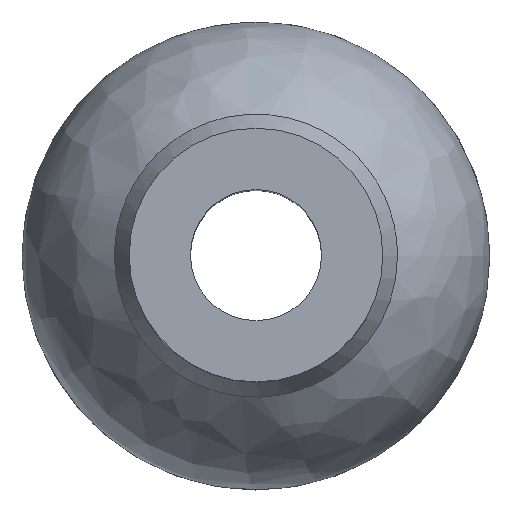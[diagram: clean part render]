
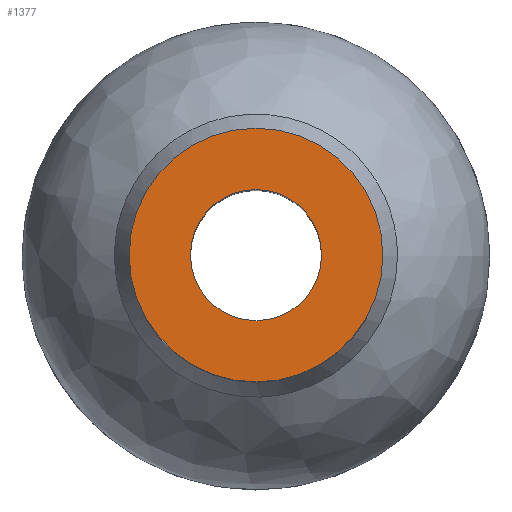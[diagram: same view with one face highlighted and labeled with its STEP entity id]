
A CAD part, top view. The second image highlights one B-rep face of the part: STEP entity #1377.
In plain terms, the highlighted planar face has unit normal (0, 0, 1).
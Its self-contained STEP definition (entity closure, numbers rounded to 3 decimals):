
#1220 = CYLINDRICAL_SURFACE('',#1221,9.);
#1221 = AXIS2_PLACEMENT_3D('',#1222,#1223,#1224);
#1222 = CARTESIAN_POINT('',(0.,0.,48.));
#1223 = DIRECTION('',(0.,0.,1.));
#1224 = DIRECTION('',(1.,0.,0.));
#1291 = EDGE_CURVE('',#1292,#1292,#1294,.T.);
#1292 = VERTEX_POINT('',#1293);
#1293 = CARTESIAN_POINT('',(9.,0.,68.));
#1294 = SURFACE_CURVE('',#1295,(#1300,#1307),.PCURVE_S1.);
#1295 = CIRCLE('',#1296,9.);
#1296 = AXIS2_PLACEMENT_3D('',#1297,#1298,#1299);
#1297 = CARTESIAN_POINT('',(0.,0.,68.));
#1298 = DIRECTION('',(0.,0.,1.));
#1299 = DIRECTION('',(1.,0.,0.));
#1300 = PCURVE('',#1220,#1301);
#1301 = DEFINITIONAL_REPRESENTATION('',(#1302),#1306);
#1302 = LINE('',#1303,#1304);
#1303 = CARTESIAN_POINT('',(0.,20.));
#1304 = VECTOR('',#1305,1.);
#1305 = DIRECTION('',(1.,0.));
#1306 = ( GEOMETRIC_REPRESENTATION_CONTEXT(2) 
PARAMETRIC_REPRESENTATION_CONTEXT() REPRESENTATION_CONTEXT('2D SPACE',''
  ) );
#1307 = PCURVE('',#1308,#1313);
#1308 = PLANE('',#1309);
#1309 = AXIS2_PLACEMENT_3D('',#1310,#1311,#1312);
#1310 = CARTESIAN_POINT('',(0.,0.,68.));
#1311 = DIRECTION('',(0.,0.,1.));
#1312 = DIRECTION('',(1.,0.,0.));
#1313 = DEFINITIONAL_REPRESENTATION('',(#1314),#1318);
#1314 = CIRCLE('',#1315,9.);
#1315 = AXIS2_PLACEMENT_2D('',#1316,#1317);
#1316 = CARTESIAN_POINT('',(0.,0.));
#1317 = DIRECTION('',(1.,0.));
#1318 = ( GEOMETRIC_REPRESENTATION_CONTEXT(2) 
PARAMETRIC_REPRESENTATION_CONTEXT() REPRESENTATION_CONTEXT('2D SPACE',''
  ) );
#1377 = ADVANCED_FACE('',(#1378,#1381),#1308,.T.);
#1378 = FACE_BOUND('',#1379,.T.);
#1379 = EDGE_LOOP('',(#1380));
#1380 = ORIENTED_EDGE('',*,*,#1291,.T.);
#1381 = FACE_BOUND('',#1382,.T.);
#1382 = EDGE_LOOP('',(#1383));
#1383 = ORIENTED_EDGE('',*,*,#1384,.F.);
#1384 = EDGE_CURVE('',#1385,#1385,#1387,.T.);
#1385 = VERTEX_POINT('',#1386);
#1386 = CARTESIAN_POINT('',(4.65,0.,68.));
#1387 = SURFACE_CURVE('',#1388,(#1393,#1400),.PCURVE_S1.);
#1388 = CIRCLE('',#1389,4.65);
#1389 = AXIS2_PLACEMENT_3D('',#1390,#1391,#1392);
#1390 = CARTESIAN_POINT('',(0.,0.,68.));
#1391 = DIRECTION('',(0.,0.,1.));
#1392 = DIRECTION('',(1.,0.,0.));
#1393 = PCURVE('',#1308,#1394);
#1394 = DEFINITIONAL_REPRESENTATION('',(#1395),#1399);
#1395 = CIRCLE('',#1396,4.65);
#1396 = AXIS2_PLACEMENT_2D('',#1397,#1398);
#1397 = CARTESIAN_POINT('',(0.,0.));
#1398 = DIRECTION('',(1.,0.));
#1399 = ( GEOMETRIC_REPRESENTATION_CONTEXT(2) 
PARAMETRIC_REPRESENTATION_CONTEXT() REPRESENTATION_CONTEXT('2D SPACE',''
  ) );
#1400 = PCURVE('',#1401,#1406);
#1401 = CYLINDRICAL_SURFACE('',#1402,4.65);
#1402 = AXIS2_PLACEMENT_3D('',#1403,#1404,#1405);
#1403 = CARTESIAN_POINT('',(0.,0.,0.));
#1404 = DIRECTION('',(0.,0.,1.));
#1405 = DIRECTION('',(1.,0.,0.));
#1406 = DEFINITIONAL_REPRESENTATION('',(#1407),#1411);
#1407 = LINE('',#1408,#1409);
#1408 = CARTESIAN_POINT('',(0.,68.));
#1409 = VECTOR('',#1410,1.);
#1410 = DIRECTION('',(1.,0.));
#1411 = ( GEOMETRIC_REPRESENTATION_CONTEXT(2) 
PARAMETRIC_REPRESENTATION_CONTEXT() REPRESENTATION_CONTEXT('2D SPACE',''
  ) );
